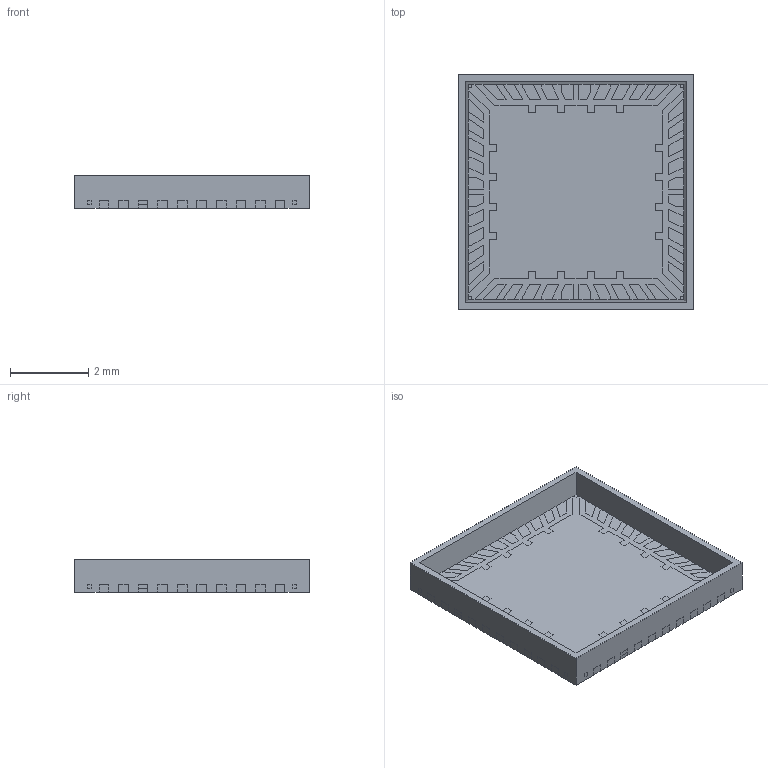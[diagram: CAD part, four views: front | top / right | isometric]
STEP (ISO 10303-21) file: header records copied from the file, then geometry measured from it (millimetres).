
FILE_DESCRIPTION (( 'STEP AP214' ), '1' );
FILE_NAME ('6X6_40_5.STEP', '2013-08-17T15:52:28', ( 'sw2011vm-Admin' ), ( '' ), 'SwSTEP 2.0', 'SolidWorks 2012', '' );
FILE_SCHEMA (( 'AUTOMOTIVE_DESIGN' ));
Length unit declared in the file: millimetre
Products named in the file (3): 6X6_40_.5_METAL; 6X6_40_.5_MOLD; 6X6_40_5
Assembly tree (2 placements, depth 2):
  6X6_40_5
    6X6_40_.5_MOLD
    6X6_40_.5_METAL
Bounding box: 6 x 6 x 0.84 mm (x, y, z)
Volume: 10.4 mm3; surface area: 154.5 mm2
Topology: 44 solids, 44 shells, 1576 faces, 4385 edges, 2809 vertices
Faces by surface type: plane 1576
Entity records: 49636 total; most frequent: CARTESIAN_POINT 8856, ORIENTED_EDGE 8770, DIRECTION 7520, EDGE_CURVE 4385, VECTOR 4358, LINE 4358, VERTEX_POINT 2809, EDGE_LOOP 1586
